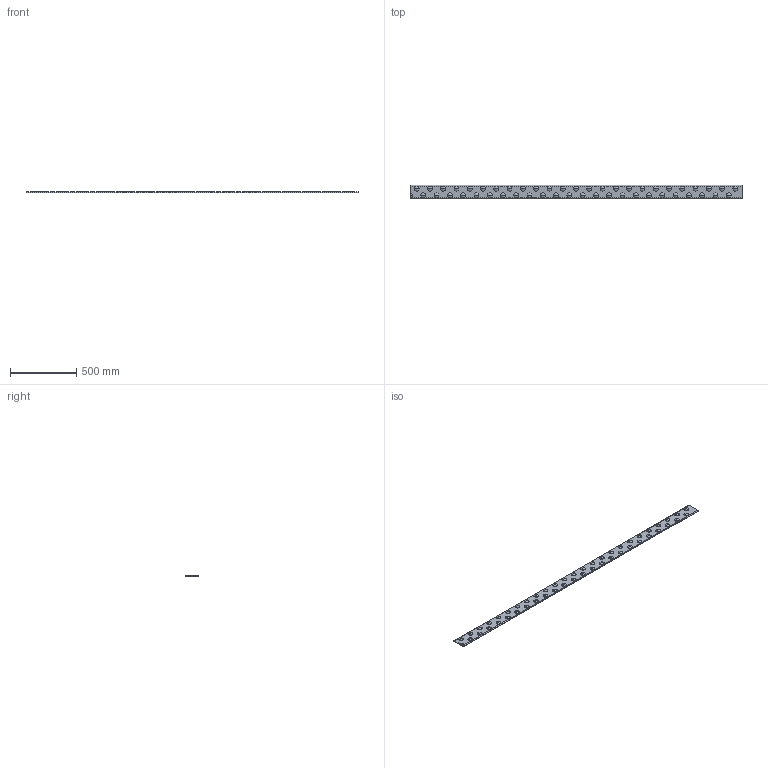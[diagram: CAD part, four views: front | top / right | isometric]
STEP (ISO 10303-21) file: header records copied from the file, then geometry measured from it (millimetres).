
FILE_DESCRIPTION(('CATIA V5 STEP Exchange'),'2;1');
FILE_NAME('Motif Base.stp','2020-03-17T10:01:53+00:00',('none'),('none'),'CATIA Version 5 Release 19 SP 7 (IN-10)','CATIA V5 STEP AP203','none');
FILE_SCHEMA(('CONFIG_CONTROL_DESIGN'));
Length unit declared in the file: millimetre
Products named in the file (1): Part2
Bounding box: 2500 x 100 x 15 mm (x, y, z)
Volume: 2151537.5 mm3; surface area: 536819.5 mm2
Topology: 1 solids, 1 shells, 310 faces, 728 edges, 369 vertices
Faces by surface type: torus 200, sphere 100, plane 6, cylinder 4
Entity records: 7557 total; most frequent: CARTESIAN_POINT 1315, ORIENTED_EDGE 1256, DIRECTION 1142, AXIS2_PLACEMENT_3D 866, EDGE_CURVE 628, CIRCLE 605, VERTEX_POINT 369, EDGE_LOOP 359
